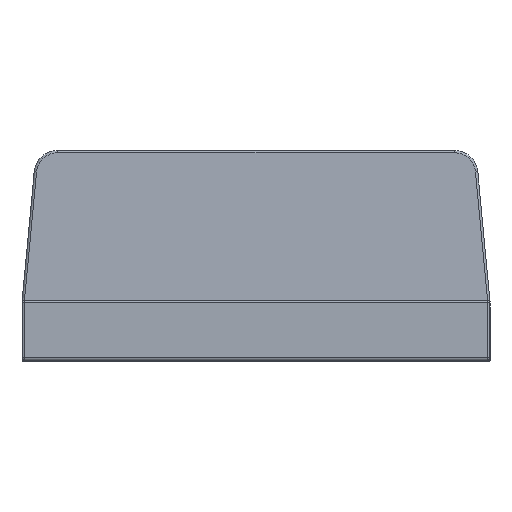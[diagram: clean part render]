
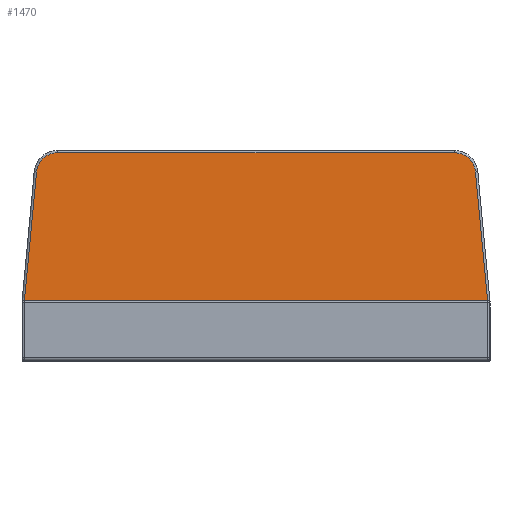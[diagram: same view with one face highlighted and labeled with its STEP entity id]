
A CAD part, top view. The second image highlights one B-rep face of the part: STEP entity #1470.
In plain terms, the highlighted planar face has unit normal (0, 0.033, 1).
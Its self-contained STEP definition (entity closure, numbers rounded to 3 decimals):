
#52 = DIRECTION ( 'NONE',  ( -1., 0., 0. ) ) ;
#117 = DIRECTION ( 'NONE',  ( 0., -0.999, 0.033 ) ) ;
#177 = VERTEX_POINT ( 'NONE', #9487 ) ;
#181 = CARTESIAN_POINT ( 'NONE',  ( 3.95, 1.54, 13.433 ) ) ;
#307 = VECTOR ( 'NONE', #18768, 1000. ) ;
#390 = ORIENTED_EDGE ( 'NONE', *, *, #1237, .F. ) ;
#778 = CARTESIAN_POINT ( 'NONE',  ( -4.643, 1.084, 13.448 ) ) ;
#1237 = EDGE_CURVE ( 'NONE', #16869, #1348, #11321, .T. ) ;
#1348 = VERTEX_POINT ( 'NONE', #19215 ) ;
#1470 = ADVANCED_FACE ( 'NONE', ( #9192 ), #1646, .T. ) ;
#1646 = PLANE ( 'NONE',  #14498 ) ;
#1696 = DIRECTION ( 'NONE',  ( -1., 0., 0. ) ) ;
#1900 = LINE ( 'NONE', #10016, #14526 ) ;
#2113 = EDGE_CURVE ( 'NONE', #16869, #21230, #18473, .T. ) ;
#2813 = CARTESIAN_POINT ( 'NONE',  ( 4.62, 1.327, 13.44 ) ) ;
#3767 = EDGE_LOOP ( 'NONE', ( #15826, #12055, #12330, #10596, #15548, #390, #20396, #15369, #8301, #7599 ) ) ;
#3920 = CARTESIAN_POINT ( 'NONE',  ( -3.95, -1.685, 13.54 ) ) ;
#4021 = CARTESIAN_POINT ( 'NONE',  ( 4.195, 1.492, 13.435 ) ) ;
#4791 = CARTESIAN_POINT ( 'NONE',  ( 4.903, -1.685, 13.54 ) ) ;
#5002 = VERTEX_POINT ( 'NONE', #8753 ) ;
#5038 = VERTEX_POINT ( 'NONE', #3920 ) ;
#5091 = CARTESIAN_POINT ( 'NONE',  ( 3.95, -1.638, 13.538 ) ) ;
#5147 = DIRECTION ( 'NONE',  ( 0., 0.999, -0.033 ) ) ;
#5434 = LINE ( 'NONE', #8664, #9847 ) ;
#5750 = EDGE_CURVE ( 'NONE', #11238, #1348, #10539, .T. ) ;
#6279 = CARTESIAN_POINT ( 'NONE',  ( -4.62, 1.327, 13.44 ) ) ;
#6635 = LINE ( 'NONE', #181, #14351 ) ;
#6750 = EDGE_CURVE ( 'NONE', #5002, #8959, #6635, .T. ) ;
#7379 = CARTESIAN_POINT ( 'NONE',  ( 4.56, 1.967, 13.419 ) ) ;
#7599 = ORIENTED_EDGE ( 'NONE', *, *, #10060, .F. ) ;
#7607 = DIRECTION ( 'NONE',  ( -0.093, -0.995, 0.033 ) ) ;
#7679 = LINE ( 'NONE', #11566, #20292 ) ;
#7692 = CARTESIAN_POINT ( 'NONE',  ( 4.195, 1.492, 13.435 ) ) ;
#7824 = CARTESIAN_POINT ( 'NONE',  ( -4.56, 1.967, 13.419 ) ) ;
#8023 = CARTESIAN_POINT ( 'NONE',  ( -4.643, 1.084, 13.448 ) ) ;
#8301 = ORIENTED_EDGE ( 'NONE', *, *, #18434, .F. ) ;
#8664 = CARTESIAN_POINT ( 'NONE',  ( -4.65, -1.685, 13.54 ) ) ;
#8753 = CARTESIAN_POINT ( 'NONE',  ( 3.95, -1.685, 13.54 ) ) ;
#8959 = VERTEX_POINT ( 'NONE', #5091 ) ;
#9020 = DIRECTION ( 'NONE',  ( -0.093, 0.995, -0.033 ) ) ;
#9192 = FACE_OUTER_BOUND ( 'NONE', #3767, .T. ) ;
#9341 = CARTESIAN_POINT ( 'NONE',  ( 4.439, 1.492, 13.435 ) ) ;
#9487 = CARTESIAN_POINT ( 'NONE',  ( 4.643, 1.084, 13.448 ) ) ;
#9687 = CARTESIAN_POINT ( 'NONE',  ( -4.195, 1.492, 13.435 ) ) ;
#9721 = VECTOR ( 'NONE', #9020, 1000. ) ;
#9847 = VECTOR ( 'NONE', #18524, 1000. ) ;
#9941 = DIRECTION ( 'NONE',  ( 0., 0.033, 0.999 ) ) ;
#10016 = CARTESIAN_POINT ( 'NONE',  ( -3.95, 1.54, 13.433 ) ) ;
#10060 = EDGE_CURVE ( 'NONE', #8959, #16959, #7679, .T. ) ;
#10425 = CARTESIAN_POINT ( 'NONE',  ( -4.65, -1.685, 13.54 ) ) ;
#10539 = LINE ( 'NONE', #17772, #18784 ) ;
#10596 = ORIENTED_EDGE ( 'NONE', *, *, #16973, .F. ) ;
#10672 = CARTESIAN_POINT ( 'NONE',  ( -4.903, -1.685, 13.54 ) ) ;
#11238 = VERTEX_POINT ( 'NONE', #4021 ) ;
#11321 =( BOUNDED_CURVE ( )  B_SPLINE_CURVE ( 3, ( #8023, #6279, #16240, #9687 ),
 .UNSPECIFIED., .F., .F. ) 
 B_SPLINE_CURVE_WITH_KNOTS ( ( 4, 4 ),
 ( 1.664, 3.142 ),
 .UNSPECIFIED. ) 
 CURVE ( )  GEOMETRIC_REPRESENTATION_ITEM ( )  RATIONAL_B_SPLINE_CURVE ( ( 1., 0.826, 0.826, 1. ) ) 
 REPRESENTATION_ITEM ( '' )  );
#11566 = CARTESIAN_POINT ( 'NONE',  ( 0., -1.638, 13.538 ) ) ;
#12055 = ORIENTED_EDGE ( 'NONE', *, *, #18618, .F. ) ;
#12330 = ORIENTED_EDGE ( 'NONE', *, *, #20662, .T. ) ;
#14012 = CARTESIAN_POINT ( 'NONE',  ( -3.95, -1.638, 13.538 ) ) ;
#14315 = CARTESIAN_POINT ( 'NONE',  ( 4.643, 1.084, 13.448 ) ) ;
#14351 = VECTOR ( 'NONE', #5147, 1000. ) ;
#14498 = AXIS2_PLACEMENT_3D ( 'NONE', #19781, #9941, #52 ) ;
#14526 = VECTOR ( 'NONE', #117, 1000. ) ;
#14587 = EDGE_CURVE ( 'NONE', #5038, #21230, #5434, .T. ) ;
#15254 = VERTEX_POINT ( 'NONE', #4791 ) ;
#15369 = ORIENTED_EDGE ( 'NONE', *, *, #14587, .F. ) ;
#15548 = ORIENTED_EDGE ( 'NONE', *, *, #5750, .T. ) ;
#15826 = ORIENTED_EDGE ( 'NONE', *, *, #6750, .F. ) ;
#16148 = VECTOR ( 'NONE', #7607, 1000. ) ;
#16240 = CARTESIAN_POINT ( 'NONE',  ( -4.439, 1.492, 13.435 ) ) ;
#16869 = VERTEX_POINT ( 'NONE', #778 ) ;
#16959 = VERTEX_POINT ( 'NONE', #14012 ) ;
#16973 = EDGE_CURVE ( 'NONE', #11238, #177, #17609, .T. ) ;
#17609 =( BOUNDED_CURVE ( )  B_SPLINE_CURVE ( 3, ( #7692, #9341, #2813, #14315 ),
 .UNSPECIFIED., .F., .F. ) 
 B_SPLINE_CURVE_WITH_KNOTS ( ( 4, 4 ),
 ( 0., 1.477 ),
 .UNSPECIFIED. ) 
 CURVE ( )  GEOMETRIC_REPRESENTATION_ITEM ( )  RATIONAL_B_SPLINE_CURVE ( ( 1., 0.826, 0.826, 1. ) ) 
 REPRESENTATION_ITEM ( '' )  );
#17701 = DIRECTION ( 'NONE',  ( -1., 0., 0. ) ) ;
#17772 = CARTESIAN_POINT ( 'NONE',  ( 0., 1.492, 13.435 ) ) ;
#17850 = LINE ( 'NONE', #10425, #307 ) ;
#17937 = LINE ( 'NONE', #7379, #9721 ) ;
#18434 = EDGE_CURVE ( 'NONE', #16959, #5038, #1900, .T. ) ;
#18473 = LINE ( 'NONE', #7824, #16148 ) ;
#18524 = DIRECTION ( 'NONE',  ( -1., 0., 0. ) ) ;
#18618 = EDGE_CURVE ( 'NONE', #15254, #5002, #17850, .T. ) ;
#18768 = DIRECTION ( 'NONE',  ( -1., 0., 0. ) ) ;
#18784 = VECTOR ( 'NONE', #17701, 1000. ) ;
#19215 = CARTESIAN_POINT ( 'NONE',  ( -4.195, 1.492, 13.435 ) ) ;
#19781 = CARTESIAN_POINT ( 'NONE',  ( 0., 1.54, 13.433 ) ) ;
#20292 = VECTOR ( 'NONE', #1696, 1000. ) ;
#20396 = ORIENTED_EDGE ( 'NONE', *, *, #2113, .T. ) ;
#20662 = EDGE_CURVE ( 'NONE', #15254, #177, #17937, .T. ) ;
#21230 = VERTEX_POINT ( 'NONE', #10672 ) ;
